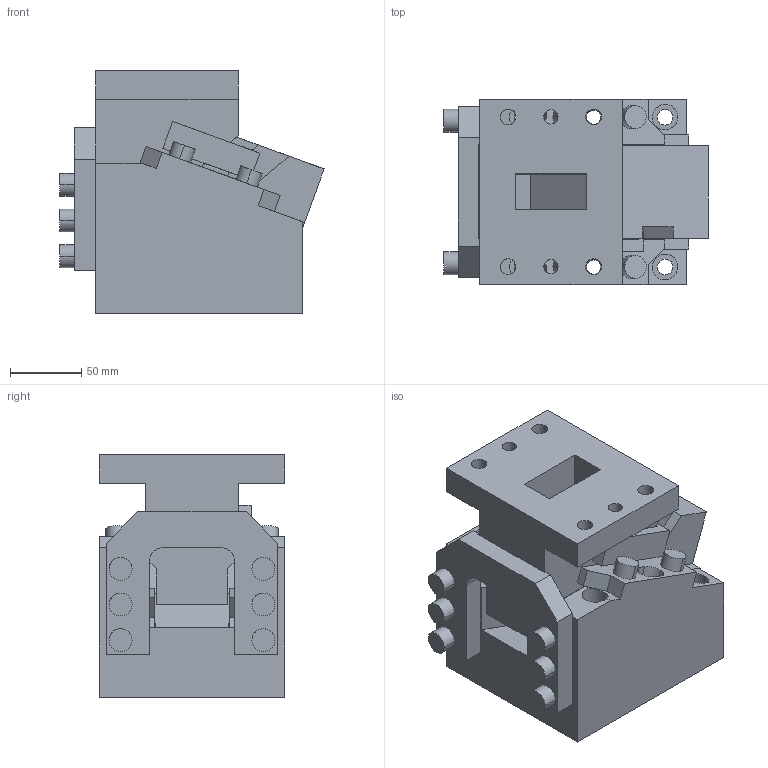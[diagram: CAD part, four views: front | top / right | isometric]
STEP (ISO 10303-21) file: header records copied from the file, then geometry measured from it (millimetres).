
FILE_DESCRIPTION(('CATIA V5 STEP Exchange'),'2;1');
FILE_NAME('CDCA_65_20_45.stp','2018-09-07T07:06:42+00:00',('none'),('none'),'CATIA Version 5 Release 20 GA (IN-10)','CATIA V5 STEP AP203','none');
FILE_SCHEMA(('CONFIG_CONTROL_DESIGN'));
Length unit declared in the file: millimetre
Products named in the file (1): CDCA_65_20_45
Bounding box: 185.2 x 130 x 170 mm (x, y, z)
Volume: 2297382 mm3; surface area: 263810.7 mm2
Topology: 3 solids, 3 shells, 213 faces, 547 edges, 362 vertices
Faces by surface type: plane 131, cylinder 82
Entity records: 7245 total; most frequent: CARTESIAN_POINT 2132, ORIENTED_EDGE 1094, DIRECTION 889, EDGE_CURVE 547, VECTOR 379, LINE 379, VERTEX_POINT 362, AXIS2_PLACEMENT_3D 311
